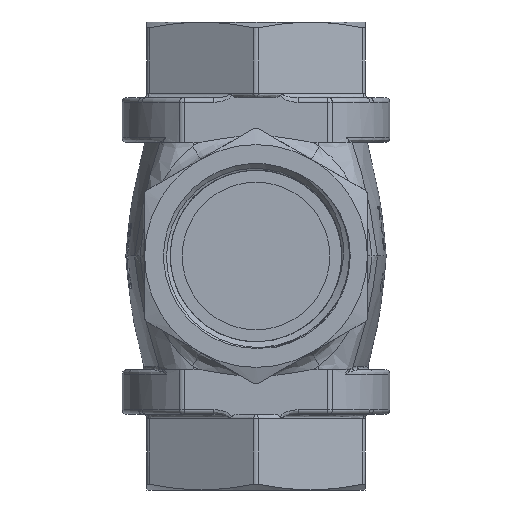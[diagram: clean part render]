
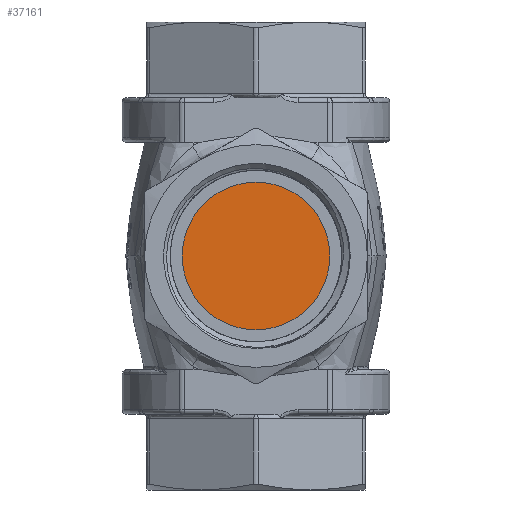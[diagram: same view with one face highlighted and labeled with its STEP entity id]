
A CAD part, front view. The second image highlights one B-rep face of the part: STEP entity #37161.
In plain terms, the highlighted planar face has unit normal (0, -1, 0).
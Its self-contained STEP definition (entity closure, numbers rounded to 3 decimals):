
#14235=CARTESIAN_POINT('',(0.,-22.4,0.));
#14236=DIRECTION('',(0.,1.,0.));
#14237=DIRECTION('',(0.,0.,-1.));
#14238=AXIS2_PLACEMENT_3D('',#14235,#14236,#14237);
#14240=CARTESIAN_POINT('',(0.,-22.4,0.));
#14241=DIRECTION('',(0.,-1.,0.));
#14242=DIRECTION('',(0.,0.,-1.));
#14243=AXIS2_PLACEMENT_3D('',#14240,#14241,#14242);
#17510=CARTESIAN_POINT('',(0.,-22.4,-19.6));
#17512=VERTEX_POINT('',#17510);
#17520=CARTESIAN_POINT('',(0.,-22.4,19.6));
#17522=VERTEX_POINT('',#17520);
#37152=CARTESIAN_POINT('',(0.,-22.4,0.));
#37153=DIRECTION('',(0.,-1.,0.));
#37154=DIRECTION('',(0.,0.,1.));
#37155=AXIS2_PLACEMENT_3D('',#37152,#37153,#37154);
#37156=PLANE('',#37155);
#37157=ORIENTED_EDGE('',*,*,#37147,.T.);
#37158=ORIENTED_EDGE('',*,*,#37131,.F.);
#37159=EDGE_LOOP('',(#37157,#37158));
#37160=FACE_OUTER_BOUND('',#37159,.F.);
#37161=ADVANCED_FACE('',(#37160),#37156,.T.);
#14239=CIRCLE('',#14238,19.6);
#14244=CIRCLE('',#14243,19.6);
#37131=EDGE_CURVE('',#17512,#17522,#14244,.T.);
#37147=EDGE_CURVE('',#17512,#17522,#14239,.T.);
